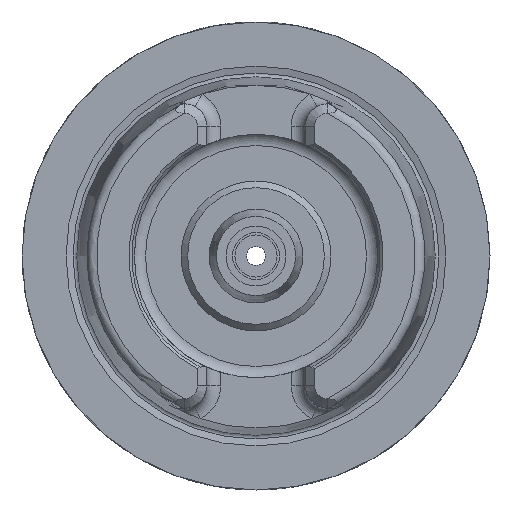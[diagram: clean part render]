
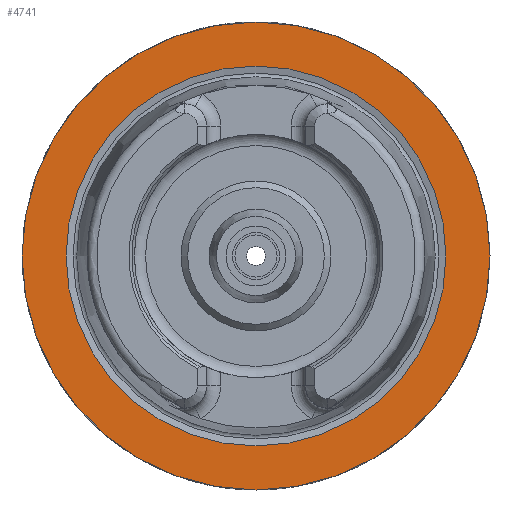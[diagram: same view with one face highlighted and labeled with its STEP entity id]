
A CAD part, left-side view. The second image highlights one B-rep face of the part: STEP entity #4741.
In plain terms, the highlighted planar face has unit normal (-1, 0, 0).
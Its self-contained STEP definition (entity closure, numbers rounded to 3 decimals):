
#4254=CARTESIAN_POINT('',(0.0,25.,0.0));
#4255=VERTEX_POINT('',#4254);
#4256=CARTESIAN_POINT('',(0.0,0.0,0.0));
#4257=DIRECTION('',(1.0,0.0,0.0));
#4258=DIRECTION('',(0.0,1.0,0.0));
#4259=AXIS2_PLACEMENT_3D('',#4256,#4257,#4258);
#4260=CIRCLE('',#4259,25.);
#4261=EDGE_CURVE('',#4255,#4255,#4260,.T.);
#4715=CARTESIAN_POINT('',(0.0,20.296,0.0));
#4716=VERTEX_POINT('',#4715);
#4717=CARTESIAN_POINT('',(0.0,0.0,0.0));
#4718=DIRECTION('',(1.0,0.0,0.0));
#4719=DIRECTION('',(0.0,1.0,0.0));
#4720=AXIS2_PLACEMENT_3D('',#4717,#4718,#4719);
#4721=CIRCLE('',#4720,20.296);
#4722=EDGE_CURVE('',#4716,#4716,#4721,.T.);
#4730=CARTESIAN_POINT('',(0.0,22.648,0.0));
#4731=DIRECTION('',(-1.0,0.0,0.0));
#4732=DIRECTION('',(0.0,0.0,1.0));
#4733=AXIS2_PLACEMENT_3D('',#4730,#4731,#4732);
#4734=PLANE('',#4733);
#4735=ORIENTED_EDGE('',*,*,#4261,.F.);
#4736=EDGE_LOOP('',(#4735));
#4737=FACE_OUTER_BOUND('',#4736,.T.);
#4738=ORIENTED_EDGE('',*,*,#4722,.T.);
#4739=EDGE_LOOP('',(#4738));
#4740=FACE_BOUND('',#4739,.T.);
#4741=ADVANCED_FACE('',(#4737,#4740),#4734,.T.);
